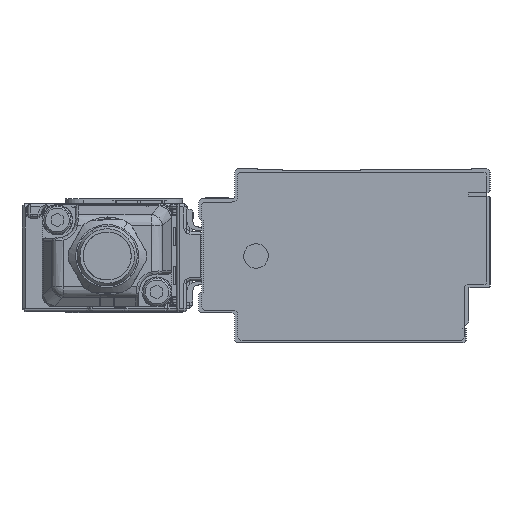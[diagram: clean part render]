
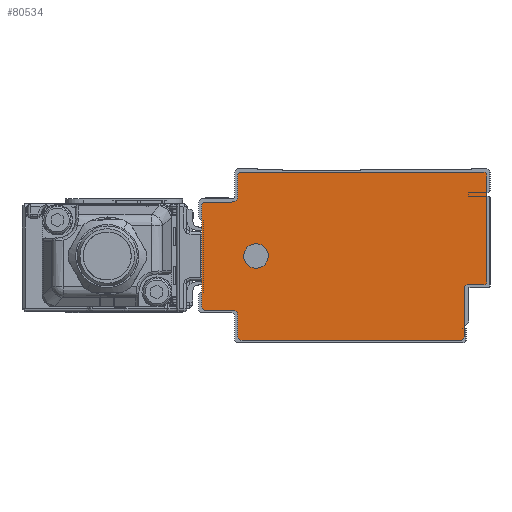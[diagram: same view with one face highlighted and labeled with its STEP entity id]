
A CAD part, left-side view. The second image highlights one B-rep face of the part: STEP entity #80534.
In plain terms, the highlighted planar face has unit normal (-1, 0, 0).
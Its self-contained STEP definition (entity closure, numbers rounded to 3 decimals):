
#78555=AXIS2_PLACEMENT_3D('Circle Axis2P3D',#78553,#78554,$) ;
#78593=AXIS2_PLACEMENT_3D('Circle Axis2P3D',#78591,#78592,$) ;
#78631=AXIS2_PLACEMENT_3D('Circle Axis2P3D',#78629,#78630,$) ;
#78669=AXIS2_PLACEMENT_3D('Circle Axis2P3D',#78667,#78668,$) ;
#80404=AXIS2_PLACEMENT_3D('Circle Axis2P3D',#80402,#80403,$) ;
#80424=AXIS2_PLACEMENT_3D('Plane Axis2P3D',#80421,#80422,#80423) ;
#80428=AXIS2_PLACEMENT_3D('Circle Axis2P3D',#80426,#80427,$) ;
#80442=AXIS2_PLACEMENT_3D('Circle Axis2P3D',#80440,#80441,$) ;
#80456=AXIS2_PLACEMENT_3D('Circle Axis2P3D',#80454,#80455,$) ;
#80470=AXIS2_PLACEMENT_3D('Circle Axis2P3D',#80468,#80469,$) ;
#80484=AXIS2_PLACEMENT_3D('Circle Axis2P3D',#80482,#80483,$) ;
#80518=AXIS2_PLACEMENT_3D('Circle Axis2P3D',#80516,#80517,$) ;
#80527=AXIS2_PLACEMENT_3D('Circle Axis2P3D',#80525,#80526,$) ;
#78511=CARTESIAN_POINT('Line Origine',(-1875.5,-3.5,19.1)) ;
#78515=CARTESIAN_POINT('Vertex',(-1875.5,-3.5,28.)) ;
#78517=CARTESIAN_POINT('Vertex',(-1875.5,-3.5,10.2)) ;
#78553=CARTESIAN_POINT('Axis2P3D Location',(-1875.5,-3.,28.)) ;
#78557=CARTESIAN_POINT('Vertex',(-1875.5,-3.,28.5)) ;
#78572=CARTESIAN_POINT('Line Origine',(-1875.5,17.25,28.5)) ;
#78576=CARTESIAN_POINT('Vertex',(-1875.5,37.5,28.5)) ;
#78591=CARTESIAN_POINT('Axis2P3D Location',(-1875.5,37.5,28.)) ;
#78595=CARTESIAN_POINT('Vertex',(-1875.5,38.,28.)) ;
#78610=CARTESIAN_POINT('Line Origine',(-1875.5,38.,26.25)) ;
#78614=CARTESIAN_POINT('Vertex',(-1875.5,38.,24.5)) ;
#78629=CARTESIAN_POINT('Axis2P3D Location',(-1875.5,39.,24.5)) ;
#78633=CARTESIAN_POINT('Vertex',(-1875.5,39.,23.5)) ;
#78648=CARTESIAN_POINT('Line Origine',(-1875.5,41.25,23.5)) ;
#78652=CARTESIAN_POINT('Vertex',(-1875.5,43.5,23.5)) ;
#78667=CARTESIAN_POINT('Axis2P3D Location',(-1875.5,43.5,23.)) ;
#78671=CARTESIAN_POINT('Vertex',(-1875.5,44.,23.)) ;
#78686=CARTESIAN_POINT('Line Origine',(-1875.5,44.,14.5)) ;
#78690=CARTESIAN_POINT('Vertex',(-1875.5,44.,6.)) ;
#80402=CARTESIAN_POINT('Axis2P3D Location',(-1875.5,-3.,10.2)) ;
#80406=CARTESIAN_POINT('Vertex',(-1875.5,-3.,9.7)) ;
#80421=CARTESIAN_POINT('Axis2P3D Location',(-1875.5,0.,0.)) ;
#80426=CARTESIAN_POINT('Axis2P3D Location',(-1875.5,43.5,6.)) ;
#80430=CARTESIAN_POINT('Vertex',(-1875.5,43.5,5.5)) ;
#80433=CARTESIAN_POINT('Line Origine',(-1875.5,41.25,5.5)) ;
#80437=CARTESIAN_POINT('Vertex',(-1875.5,39.,5.5)) ;
#80440=CARTESIAN_POINT('Axis2P3D Location',(-1875.5,39.,4.5)) ;
#80444=CARTESIAN_POINT('Vertex',(-1875.5,38.,4.5)) ;
#80447=CARTESIAN_POINT('Line Origine',(-1875.5,38.,2.75)) ;
#80451=CARTESIAN_POINT('Vertex',(-1875.5,38.,1.)) ;
#80454=CARTESIAN_POINT('Axis2P3D Location',(-1875.5,37.5,1.)) ;
#80458=CARTESIAN_POINT('Vertex',(-1875.5,37.5,0.5)) ;
#80461=CARTESIAN_POINT('Line Origine',(-1875.5,19.15,0.5)) ;
#80465=CARTESIAN_POINT('Vertex',(-1875.5,0.8,0.5)) ;
#80468=CARTESIAN_POINT('Axis2P3D Location',(-1875.5,0.8,1.)) ;
#80472=CARTESIAN_POINT('Vertex',(-1875.5,0.3,1.)) ;
#80475=CARTESIAN_POINT('Line Origine',(-1875.5,0.3,5.1)) ;
#80479=CARTESIAN_POINT('Vertex',(-1875.5,0.3,9.2)) ;
#80482=CARTESIAN_POINT('Axis2P3D Location',(-1875.5,-0.2,9.2)) ;
#80486=CARTESIAN_POINT('Vertex',(-1875.5,-0.2,9.7)) ;
#80489=CARTESIAN_POINT('Line Origine',(-1875.5,-1.6,9.7)) ;
#80516=CARTESIAN_POINT('Axis2P3D Location',(-1875.5,35.,14.5)) ;
#80520=CARTESIAN_POINT('Vertex',(-1875.5,33.186,13.509)) ;
#80522=CARTESIAN_POINT('Vertex',(-1875.5,36.814,15.491)) ;
#80525=CARTESIAN_POINT('Axis2P3D Location',(-1875.5,35.,14.5)) ;
#78512=DIRECTION('Vector Direction',(0.,0.,-1.)) ;
#78554=DIRECTION('Axis2P3D Direction',(1.,0.,0.)) ;
#78573=DIRECTION('Vector Direction',(0.,1.,0.)) ;
#78592=DIRECTION('Axis2P3D Direction',(1.,0.,0.)) ;
#78611=DIRECTION('Vector Direction',(0.,0.,1.)) ;
#78630=DIRECTION('Axis2P3D Direction',(1.,0.,0.)) ;
#78649=DIRECTION('Vector Direction',(0.,1.,0.)) ;
#78668=DIRECTION('Axis2P3D Direction',(1.,0.,0.)) ;
#78687=DIRECTION('Vector Direction',(0.,0.,1.)) ;
#80403=DIRECTION('Axis2P3D Direction',(1.,0.,0.)) ;
#80422=DIRECTION('Axis2P3D Direction',(1.,0.,0.)) ;
#80423=DIRECTION('Axis2P3D XDirection',(0.,1.,0.)) ;
#80427=DIRECTION('Axis2P3D Direction',(1.,0.,0.)) ;
#80434=DIRECTION('Vector Direction',(0.,-1.,0.)) ;
#80441=DIRECTION('Axis2P3D Direction',(1.,0.,0.)) ;
#80448=DIRECTION('Vector Direction',(0.,0.,1.)) ;
#80455=DIRECTION('Axis2P3D Direction',(1.,0.,0.)) ;
#80462=DIRECTION('Vector Direction',(0.,-1.,0.)) ;
#80469=DIRECTION('Axis2P3D Direction',(1.,0.,0.)) ;
#80476=DIRECTION('Vector Direction',(0.,0.,-1.)) ;
#80483=DIRECTION('Axis2P3D Direction',(1.,0.,0.)) ;
#80490=DIRECTION('Vector Direction',(0.,1.,0.)) ;
#80517=DIRECTION('Axis2P3D Direction',(1.,0.,0.)) ;
#80526=DIRECTION('Axis2P3D Direction',(1.,0.,0.)) ;
#78513=VECTOR('Line Direction',#78512,1.) ;
#78574=VECTOR('Line Direction',#78573,1.) ;
#78612=VECTOR('Line Direction',#78611,1.) ;
#78650=VECTOR('Line Direction',#78649,1.) ;
#78688=VECTOR('Line Direction',#78687,1.) ;
#80435=VECTOR('Line Direction',#80434,1.) ;
#80449=VECTOR('Line Direction',#80448,1.) ;
#80463=VECTOR('Line Direction',#80462,1.) ;
#80477=VECTOR('Line Direction',#80476,1.) ;
#80491=VECTOR('Line Direction',#80490,1.) ;
#80495=ORIENTED_EDGE('',*,*,#78578,.F.) ;
#80496=ORIENTED_EDGE('',*,*,#78597,.F.) ;
#80497=ORIENTED_EDGE('',*,*,#78616,.F.) ;
#80498=ORIENTED_EDGE('',*,*,#78635,.F.) ;
#80499=ORIENTED_EDGE('',*,*,#78654,.F.) ;
#80500=ORIENTED_EDGE('',*,*,#78673,.F.) ;
#80501=ORIENTED_EDGE('',*,*,#78692,.F.) ;
#80502=ORIENTED_EDGE('',*,*,#80432,.F.) ;
#80503=ORIENTED_EDGE('',*,*,#80439,.F.) ;
#80504=ORIENTED_EDGE('',*,*,#80446,.F.) ;
#80505=ORIENTED_EDGE('',*,*,#80453,.F.) ;
#80506=ORIENTED_EDGE('',*,*,#80460,.F.) ;
#80507=ORIENTED_EDGE('',*,*,#80467,.F.) ;
#80508=ORIENTED_EDGE('',*,*,#80474,.F.) ;
#80509=ORIENTED_EDGE('',*,*,#80481,.F.) ;
#80510=ORIENTED_EDGE('',*,*,#80488,.F.) ;
#80511=ORIENTED_EDGE('',*,*,#80493,.F.) ;
#80512=ORIENTED_EDGE('',*,*,#80408,.F.) ;
#80513=ORIENTED_EDGE('',*,*,#78519,.F.) ;
#80514=ORIENTED_EDGE('',*,*,#78559,.F.) ;
#80531=ORIENTED_EDGE('',*,*,#80524,.T.) ;
#80532=ORIENTED_EDGE('',*,*,#80529,.T.) ;
#80533=FACE_BOUND('',#80530,.T.) ;
#80534=ADVANCED_FACE('\X2\FF8EFF9EFF83FF9EFF68FF70\X0\.2',(#80515,#80533),#80425,.F.) ;
#78556=CIRCLE('generated circle',#78555,0.5) ;
#78594=CIRCLE('generated circle',#78593,0.5) ;
#78632=CIRCLE('generated circle',#78631,1.) ;
#78670=CIRCLE('generated circle',#78669,0.5) ;
#80405=CIRCLE('generated circle',#80404,0.5) ;
#80429=CIRCLE('generated circle',#80428,0.5) ;
#80443=CIRCLE('generated circle',#80442,1.) ;
#80457=CIRCLE('generated circle',#80456,0.5) ;
#80471=CIRCLE('generated circle',#80470,0.5) ;
#80485=CIRCLE('generated circle',#80484,0.5) ;
#80519=CIRCLE('generated circle',#80518,2.067) ;
#80528=CIRCLE('generated circle',#80527,2.067) ;
#78519=EDGE_CURVE('',#78516,#78518,#78514,.T.) ;
#78559=EDGE_CURVE('',#78558,#78516,#78556,.T.) ;
#78578=EDGE_CURVE('',#78577,#78558,#78575,.F.) ;
#78597=EDGE_CURVE('',#78596,#78577,#78594,.T.) ;
#78616=EDGE_CURVE('',#78615,#78596,#78613,.T.) ;
#78635=EDGE_CURVE('',#78634,#78615,#78632,.F.) ;
#78654=EDGE_CURVE('',#78653,#78634,#78651,.F.) ;
#78673=EDGE_CURVE('',#78672,#78653,#78670,.T.) ;
#78692=EDGE_CURVE('',#78691,#78672,#78689,.T.) ;
#80408=EDGE_CURVE('',#78518,#80407,#80405,.T.) ;
#80432=EDGE_CURVE('',#80431,#78691,#80429,.T.) ;
#80439=EDGE_CURVE('',#80438,#80431,#80436,.F.) ;
#80446=EDGE_CURVE('',#80445,#80438,#80443,.F.) ;
#80453=EDGE_CURVE('',#80452,#80445,#80450,.T.) ;
#80460=EDGE_CURVE('',#80459,#80452,#80457,.T.) ;
#80467=EDGE_CURVE('',#80466,#80459,#80464,.F.) ;
#80474=EDGE_CURVE('',#80473,#80466,#80471,.T.) ;
#80481=EDGE_CURVE('',#80480,#80473,#80478,.T.) ;
#80488=EDGE_CURVE('',#80487,#80480,#80485,.F.) ;
#80493=EDGE_CURVE('',#80407,#80487,#80492,.T.) ;
#80524=EDGE_CURVE('',#80521,#80523,#80519,.T.) ;
#80529=EDGE_CURVE('',#80523,#80521,#80528,.T.) ;
#80494=EDGE_LOOP('',(#80495,#80496,#80497,#80498,#80499,#80500,#80501,#80502,#80503,#80504,#80505,#80506,#80507,#80508,#80509,#80510,#80511,#80512,#80513,#80514)) ;
#80530=EDGE_LOOP('',(#80531,#80532)) ;
#80515=FACE_OUTER_BOUND('',#80494,.T.) ;
#78514=LINE('Line',#78511,#78513) ;
#78575=LINE('Line',#78572,#78574) ;
#78613=LINE('Line',#78610,#78612) ;
#78651=LINE('Line',#78648,#78650) ;
#78689=LINE('Line',#78686,#78688) ;
#80436=LINE('Line',#80433,#80435) ;
#80450=LINE('Line',#80447,#80449) ;
#80464=LINE('Line',#80461,#80463) ;
#80478=LINE('Line',#80475,#80477) ;
#80492=LINE('Line',#80489,#80491) ;
#80425=PLANE('Plane',#80424) ;
#78516=VERTEX_POINT('',#78515) ;
#78518=VERTEX_POINT('',#78517) ;
#78558=VERTEX_POINT('',#78557) ;
#78577=VERTEX_POINT('',#78576) ;
#78596=VERTEX_POINT('',#78595) ;
#78615=VERTEX_POINT('',#78614) ;
#78634=VERTEX_POINT('',#78633) ;
#78653=VERTEX_POINT('',#78652) ;
#78672=VERTEX_POINT('',#78671) ;
#78691=VERTEX_POINT('',#78690) ;
#80407=VERTEX_POINT('',#80406) ;
#80431=VERTEX_POINT('',#80430) ;
#80438=VERTEX_POINT('',#80437) ;
#80445=VERTEX_POINT('',#80444) ;
#80452=VERTEX_POINT('',#80451) ;
#80459=VERTEX_POINT('',#80458) ;
#80466=VERTEX_POINT('',#80465) ;
#80473=VERTEX_POINT('',#80472) ;
#80480=VERTEX_POINT('',#80479) ;
#80487=VERTEX_POINT('',#80486) ;
#80521=VERTEX_POINT('',#80520) ;
#80523=VERTEX_POINT('',#80522) ;
